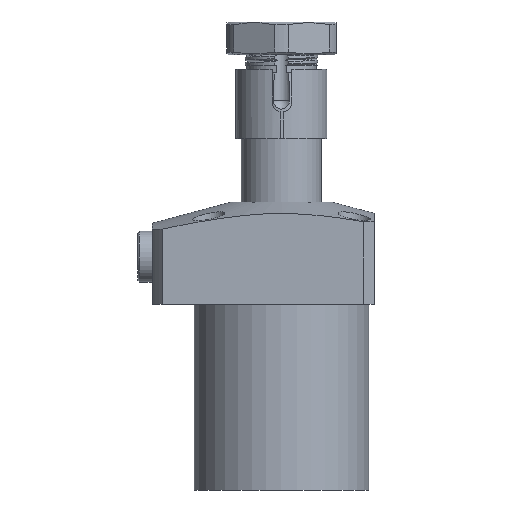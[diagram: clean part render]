
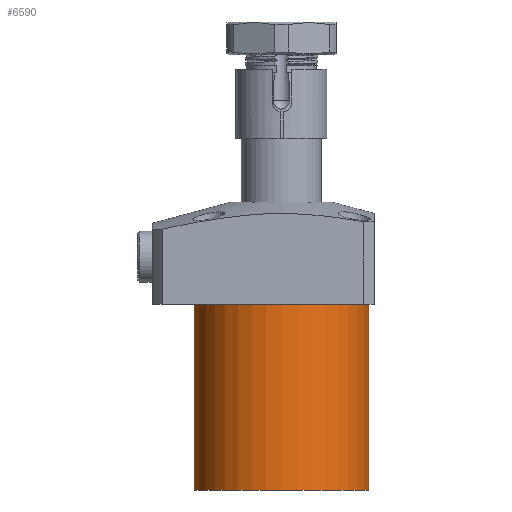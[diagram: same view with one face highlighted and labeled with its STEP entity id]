
A CAD part, front view. The second image highlights one B-rep face of the part: STEP entity #6590.
In plain terms, the highlighted cylindrical face has radius 24 mm (diameter 48 mm), a partial arc.
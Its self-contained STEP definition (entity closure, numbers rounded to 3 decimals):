
#217 = VECTOR ( 'NONE', #5345, 1000. ) ;
#391 = CARTESIAN_POINT ( 'NONE',  ( -24., 0., -51. ) ) ;
#498 = DIRECTION ( 'NONE',  ( 0., 0., -1. ) ) ;
#658 = CARTESIAN_POINT ( 'NONE',  ( 0., 0., -51. ) ) ;
#1749 = CARTESIAN_POINT ( 'NONE',  ( 24., 0., -51. ) ) ;
#1918 = EDGE_LOOP ( 'NONE', ( #11586, #4348, #13662, #2593 ) ) ;
#2325 = AXIS2_PLACEMENT_3D ( 'NONE', #15036, #498, #4225 ) ;
#2339 = DIRECTION ( 'NONE',  ( 0., 0., -1. ) ) ;
#2593 = ORIENTED_EDGE ( 'NONE', *, *, #8210, .T. ) ;
#2908 = VERTEX_POINT ( 'NONE', #7309 ) ;
#3028 = CIRCLE ( 'NONE', #2325, 24. ) ;
#3235 = VECTOR ( 'NONE', #14131, 1000. ) ;
#3447 = CARTESIAN_POINT ( 'NONE',  ( 0., 0., 0. ) ) ;
#3627 = LINE ( 'NONE', #391, #217 ) ;
#4225 = DIRECTION ( 'NONE',  ( -1., 0., 0. ) ) ;
#4348 = ORIENTED_EDGE ( 'NONE', *, *, #9532, .F. ) ;
#4403 = CYLINDRICAL_SURFACE ( 'NONE', #15613, 24. ) ;
#5345 = DIRECTION ( 'NONE',  ( 0., 0., 1. ) ) ;
#5947 = DIRECTION ( 'NONE',  ( 1., 0., 0. ) ) ;
#6036 = VERTEX_POINT ( 'NONE', #13761 ) ;
#6037 = VERTEX_POINT ( 'NONE', #6613 ) ;
#6436 = EDGE_CURVE ( 'NONE', #6036, #6037, #3627, .T. ) ;
#6483 = LINE ( 'NONE', #1749, #3235 ) ;
#6590 = ADVANCED_FACE ( 'NONE', ( #15275 ), #4403, .T. ) ;
#6613 = CARTESIAN_POINT ( 'NONE',  ( -24., 0., 0. ) ) ;
#7010 = VERTEX_POINT ( 'NONE', #9460 ) ;
#7309 = CARTESIAN_POINT ( 'NONE',  ( 24., 0., 0. ) ) ;
#7979 = EDGE_CURVE ( 'NONE', #7010, #2908, #6483, .T. ) ;
#8210 = EDGE_CURVE ( 'NONE', #2908, #6037, #13156, .T. ) ;
#9281 = DIRECTION ( 'NONE',  ( 0., 0., 1. ) ) ;
#9460 = CARTESIAN_POINT ( 'NONE',  ( 24., 0., -51. ) ) ;
#9532 = EDGE_CURVE ( 'NONE', #7010, #6036, #3028, .T. ) ;
#11199 = AXIS2_PLACEMENT_3D ( 'NONE', #3447, #2339, #5947 ) ;
#11586 = ORIENTED_EDGE ( 'NONE', *, *, #6436, .F. ) ;
#13156 = CIRCLE ( 'NONE', #11199, 24. ) ;
#13662 = ORIENTED_EDGE ( 'NONE', *, *, #7979, .T. ) ;
#13761 = CARTESIAN_POINT ( 'NONE',  ( -24., 0., -51. ) ) ;
#14038 = DIRECTION ( 'NONE',  ( 1., 0., 0. ) ) ;
#14131 = DIRECTION ( 'NONE',  ( 0., 0., 1. ) ) ;
#15036 = CARTESIAN_POINT ( 'NONE',  ( 0., 0., -51. ) ) ;
#15275 = FACE_OUTER_BOUND ( 'NONE', #1918, .T. ) ;
#15613 = AXIS2_PLACEMENT_3D ( 'NONE', #658, #9281, #14038 ) ;
